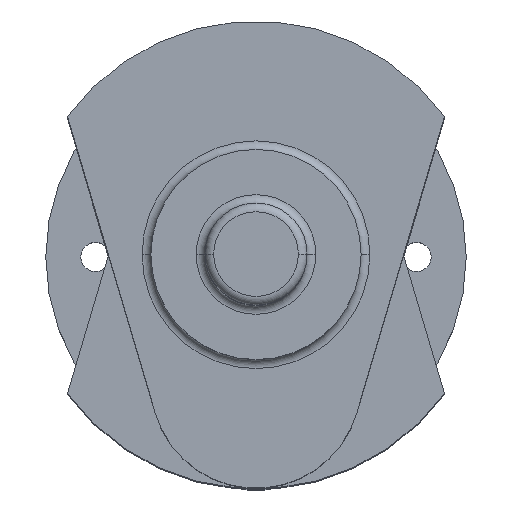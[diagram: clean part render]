
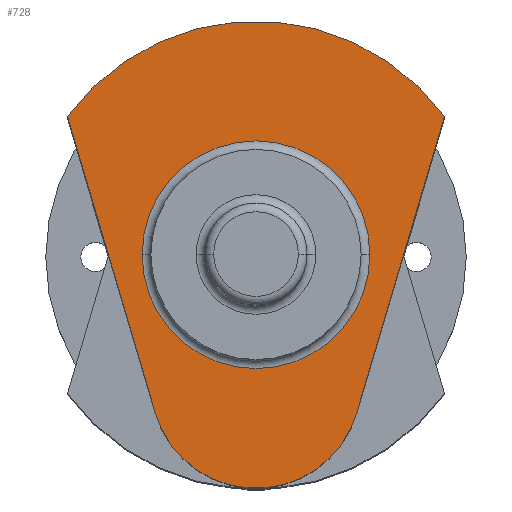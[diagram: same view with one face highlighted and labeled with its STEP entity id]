
A CAD part, top view. The second image highlights one B-rep face of the part: STEP entity #728.
In plain terms, the highlighted planar face has unit normal (0, 0, 1).
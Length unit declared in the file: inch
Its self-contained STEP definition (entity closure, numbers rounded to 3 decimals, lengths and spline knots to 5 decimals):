
#43 = VERTEX_POINT ( 'NONE', #1806 ) ;
#238 = AXIS2_PLACEMENT_3D ( 'NONE', #3832, #3525, #1063 ) ;
#358 = VERTEX_POINT ( 'NONE', #2883 ) ;
#459 = EDGE_CURVE ( 'NONE', #43, #2771, #2869, .T. ) ;
#544 = EDGE_CURVE ( 'NONE', #2378, #358, #2829, .T. ) ;
#670 = VECTOR ( 'NONE', #3685, 39.37008 ) ;
#728 = ADVANCED_FACE ( 'NONE', ( #2887, #2327 ), #1081, .F. ) ;
#766 = AXIS2_PLACEMENT_3D ( 'NONE', #1411, #1397, #3578 ) ;
#816 = CIRCLE ( 'NONE', #2427, 1.53543 ) ;
#867 = CARTESIAN_POINT ( 'NONE',  ( 0., 0., 7.48031 ) ) ;
#884 = VERTEX_POINT ( 'NONE', #1464 ) ;
#912 = CARTESIAN_POINT ( 'NONE',  ( 0., -1.73228, 7.48031 ) ) ;
#953 = AXIS2_PLACEMENT_3D ( 'NONE', #912, #2916, #3258 ) ;
#1043 = AXIS2_PLACEMENT_3D ( 'NONE', #3228, #2587, #1116 ) ;
#1063 = DIRECTION ( 'NONE',  ( 1., 0., 0. ) ) ;
#1081 = PLANE ( 'NONE',  #238 ) ;
#1110 = EDGE_CURVE ( 'NONE', #2378, #43, #2212, .T. ) ;
#1116 = DIRECTION ( 'NONE',  ( -1., 0., 0. ) ) ;
#1341 = CARTESIAN_POINT ( 'NONE',  ( 1.35896, -2.13482, 7.48031 ) ) ;
#1397 = DIRECTION ( 'NONE',  ( 0., 0., -1. ) ) ;
#1411 = CARTESIAN_POINT ( 'NONE',  ( 0., 0., 7.48031 ) ) ;
#1450 = VERTEX_POINT ( 'NONE', #1642 ) ;
#1464 = CARTESIAN_POINT ( 'NONE',  ( -1.53543, 0., 7.48031 ) ) ;
#1519 = ORIENTED_EDGE ( 'NONE', *, *, #1110, .T. ) ;
#1554 = CARTESIAN_POINT ( 'NONE',  ( -1.83069, -0.54228, 7.48031 ) ) ;
#1642 = CARTESIAN_POINT ( 'NONE',  ( 1.53543, 0., 7.48031 ) ) ;
#1806 = CARTESIAN_POINT ( 'NONE',  ( -1.35896, -2.13482, 7.48031 ) ) ;
#1988 = CARTESIAN_POINT ( 'NONE',  ( -2.54212, 1.85947, 7.48031 ) ) ;
#2212 = LINE ( 'NONE', #1554, #3069 ) ;
#2327 = FACE_OUTER_BOUND ( 'NONE', #2607, .T. ) ;
#2358 = ORIENTED_EDGE ( 'NONE', *, *, #459, .T. ) ;
#2367 = EDGE_CURVE ( 'NONE', #884, #1450, #2900, .T. ) ;
#2378 = VERTEX_POINT ( 'NONE', #1988 ) ;
#2419 = CARTESIAN_POINT ( 'NONE',  ( 1.83069, -0.54228, 7.48031 ) ) ;
#2427 = AXIS2_PLACEMENT_3D ( 'NONE', #867, #3933, #3060 ) ;
#2486 = ORIENTED_EDGE ( 'NONE', *, *, #544, .F. ) ;
#2587 = DIRECTION ( 'NONE',  ( 0., 0., -1. ) ) ;
#2607 = EDGE_LOOP ( 'NONE', ( #2486, #1519, #2358, #2738 ) ) ;
#2723 = ORIENTED_EDGE ( 'NONE', *, *, #2367, .T. ) ;
#2738 = ORIENTED_EDGE ( 'NONE', *, *, #3847, .F. ) ;
#2771 = VERTEX_POINT ( 'NONE', #1341 ) ;
#2819 = DIRECTION ( 'NONE',  ( 0.284, -0.959, 0. ) ) ;
#2829 = CIRCLE ( 'NONE', #766, 3.14961 ) ;
#2869 = CIRCLE ( 'NONE', #953, 1.41732 ) ;
#2883 = CARTESIAN_POINT ( 'NONE',  ( 2.54212, 1.85947, 7.48031 ) ) ;
#2887 = FACE_BOUND ( 'NONE', #3058, .T. ) ;
#2900 = CIRCLE ( 'NONE', #1043, 1.53543 ) ;
#2916 = DIRECTION ( 'NONE',  ( 0., 0., 1. ) ) ;
#3058 = EDGE_LOOP ( 'NONE', ( #2723, #3896 ) ) ;
#3060 = DIRECTION ( 'NONE',  ( -1., 0., 0. ) ) ;
#3069 = VECTOR ( 'NONE', #2819, 39.37008 ) ;
#3182 = EDGE_CURVE ( 'NONE', #1450, #884, #816, .T. ) ;
#3228 = CARTESIAN_POINT ( 'NONE',  ( 0., 0., 7.48031 ) ) ;
#3258 = DIRECTION ( 'NONE',  ( 1., 0., 0. ) ) ;
#3273 = LINE ( 'NONE', #2419, #670 ) ;
#3525 = DIRECTION ( 'NONE',  ( 0., 0., -1. ) ) ;
#3578 = DIRECTION ( 'NONE',  ( 1., 0., 0. ) ) ;
#3685 = DIRECTION ( 'NONE',  ( -0.284, -0.959, 0. ) ) ;
#3832 = CARTESIAN_POINT ( 'NONE',  ( 0., 0., 7.48031 ) ) ;
#3847 = EDGE_CURVE ( 'NONE', #358, #2771, #3273, .T. ) ;
#3896 = ORIENTED_EDGE ( 'NONE', *, *, #3182, .T. ) ;
#3933 = DIRECTION ( 'NONE',  ( 0., 0., -1. ) ) ;
